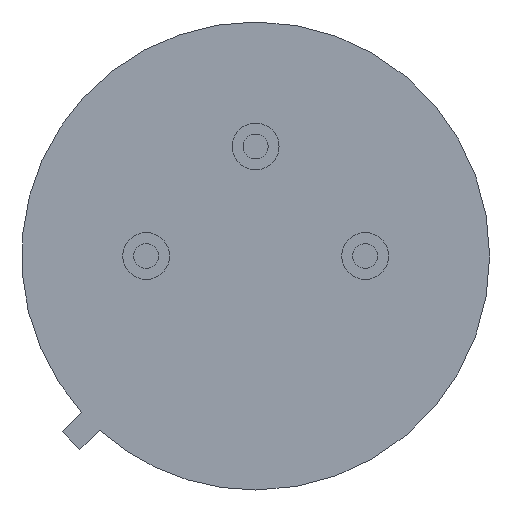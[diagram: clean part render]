
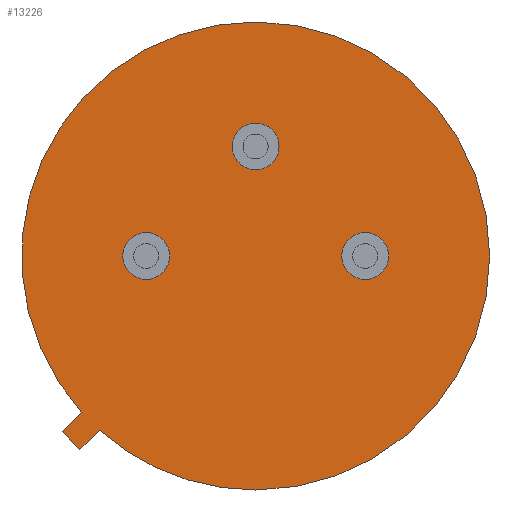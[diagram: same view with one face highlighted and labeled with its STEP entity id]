
A CAD part, front view. The second image highlights one B-rep face of the part: STEP entity #13226.
In plain terms, the highlighted planar face has unit normal (0, -1, 0).
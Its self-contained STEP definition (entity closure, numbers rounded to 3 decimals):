
#397 = FACE_OUTER_BOUND ( 'NONE', #3960, .T. ) ;
#423 = ORIENTED_EDGE ( 'NONE', *, *, #15013, .T. ) ;
#593 = CARTESIAN_POINT ( 'NONE',  ( -3.495, 0., -3.142 ) ) ;
#684 = CARTESIAN_POINT ( 'NONE',  ( -2.2, 0., 0. ) ) ;
#1085 = CIRCLE ( 'NONE', #5327, 4.7 ) ;
#1100 = AXIS2_PLACEMENT_3D ( 'NONE', #5634, #17654, #3824 ) ;
#1324 = VERTEX_POINT ( 'NONE', #8399 ) ;
#1505 = EDGE_CURVE ( 'NONE', #17727, #17475, #13097, .T. ) ;
#1840 = DIRECTION ( 'NONE',  ( 0., 0., 1. ) ) ;
#2538 = ORIENTED_EDGE ( 'NONE', *, *, #6271, .F. ) ;
#2732 = CARTESIAN_POINT ( 'NONE',  ( -3.142, 0., -3.495 ) ) ;
#2878 = VERTEX_POINT ( 'NONE', #9289 ) ;
#3236 = CIRCLE ( 'NONE', #12951, 0.47 ) ;
#3380 = DIRECTION ( 'NONE',  ( 0., 1., 0. ) ) ;
#3420 = CARTESIAN_POINT ( 'NONE',  ( -2.2, 0., -0.47 ) ) ;
#3463 = DIRECTION ( 'NONE',  ( 0., -1., 0. ) ) ;
#3492 = FACE_BOUND ( 'NONE', #11715, .T. ) ;
#3648 = VECTOR ( 'NONE', #4458, 1000. ) ;
#3687 = DIRECTION ( 'NONE',  ( 0., 0., 1. ) ) ;
#3824 = DIRECTION ( 'NONE',  ( 0., 0., 1. ) ) ;
#3960 = EDGE_LOOP ( 'NONE', ( #4281, #8297, #8209, #423, #15844, #8612 ) ) ;
#4006 = ORIENTED_EDGE ( 'NONE', *, *, #11243, .F. ) ;
#4137 = EDGE_CURVE ( 'NONE', #1324, #19946, #19594, .T. ) ;
#4181 = LINE ( 'NONE', #13482, #17690 ) ;
#4188 = DIRECTION ( 'NONE',  ( 0., 0., 1. ) ) ;
#4238 = EDGE_LOOP ( 'NONE', ( #2538, #8206 ) ) ;
#4281 = ORIENTED_EDGE ( 'NONE', *, *, #1505, .F. ) ;
#4282 = DIRECTION ( 'NONE',  ( 0., -1., 0. ) ) ;
#4458 = DIRECTION ( 'NONE',  ( 0.707, 0., -0.707 ) ) ;
#4600 = EDGE_CURVE ( 'NONE', #17727, #12011, #4181, .T. ) ;
#4646 = VERTEX_POINT ( 'NONE', #2732 ) ;
#4665 = VERTEX_POINT ( 'NONE', #10671 ) ;
#4991 = AXIS2_PLACEMENT_3D ( 'NONE', #7976, #3380, #1840 ) ;
#5143 = CIRCLE ( 'NONE', #14790, 0.47 ) ;
#5147 = EDGE_CURVE ( 'NONE', #4665, #14919, #5143, .T. ) ;
#5186 = CIRCLE ( 'NONE', #18704, 0.47 ) ;
#5327 = AXIS2_PLACEMENT_3D ( 'NONE', #15507, #16724, #15201 ) ;
#5514 = ORIENTED_EDGE ( 'NONE', *, *, #8143, .F. ) ;
#5634 = CARTESIAN_POINT ( 'NONE',  ( 0., 0., 0. ) ) ;
#6031 = CARTESIAN_POINT ( 'NONE',  ( 0., 0., 2.2 ) ) ;
#6197 = CARTESIAN_POINT ( 'NONE',  ( 0., 0., 0. ) ) ;
#6271 = EDGE_CURVE ( 'NONE', #14919, #4665, #5186, .T. ) ;
#6403 = ORIENTED_EDGE ( 'NONE', *, *, #6733, .F. ) ;
#6586 = CARTESIAN_POINT ( 'NONE',  ( 0., 0., 2.67 ) ) ;
#6687 = DIRECTION ( 'NONE',  ( 0., 0., 1. ) ) ;
#6733 = EDGE_CURVE ( 'NONE', #2878, #15502, #15151, .T. ) ;
#6755 = FACE_BOUND ( 'NONE', #4238, .T. ) ;
#7259 = CARTESIAN_POINT ( 'NONE',  ( 0., 0., 2.2 ) ) ;
#7432 = DIRECTION ( 'NONE',  ( -0.707, 0., -0.707 ) ) ;
#7441 = CARTESIAN_POINT ( 'NONE',  ( 2.2, 0., 0.47 ) ) ;
#7679 = VECTOR ( 'NONE', #12519, 1000. ) ;
#7871 = CARTESIAN_POINT ( 'NONE',  ( -2.879, 0., -3.232 ) ) ;
#7976 = CARTESIAN_POINT ( 'NONE',  ( 0., 0., 0. ) ) ;
#8143 = EDGE_CURVE ( 'NONE', #19946, #1324, #3236, .T. ) ;
#8206 = ORIENTED_EDGE ( 'NONE', *, *, #5147, .F. ) ;
#8209 = ORIENTED_EDGE ( 'NONE', *, *, #11019, .T. ) ;
#8275 = EDGE_CURVE ( 'NONE', #10033, #4646, #16783, .T. ) ;
#8297 = ORIENTED_EDGE ( 'NONE', *, *, #4600, .T. ) ;
#8399 = CARTESIAN_POINT ( 'NONE',  ( 2.2, 0., -0.47 ) ) ;
#8464 = CARTESIAN_POINT ( 'NONE',  ( 2.2, 0., 0. ) ) ;
#8585 = ORIENTED_EDGE ( 'NONE', *, *, #4137, .F. ) ;
#8612 = ORIENTED_EDGE ( 'NONE', *, *, #13159, .F. ) ;
#8772 = DIRECTION ( 'NONE',  ( 0., -1., 0. ) ) ;
#9121 = CARTESIAN_POINT ( 'NONE',  ( -3.53, 0., -3.884 ) ) ;
#9289 = CARTESIAN_POINT ( 'NONE',  ( -2.2, 0., 0.47 ) ) ;
#9328 = DIRECTION ( 'NONE',  ( 0., 1., 0. ) ) ;
#10000 = DIRECTION ( 'NONE',  ( 0., 0., 1. ) ) ;
#10033 = VERTEX_POINT ( 'NONE', #16781 ) ;
#10119 = CARTESIAN_POINT ( 'NONE',  ( -2.2, 0., 0. ) ) ;
#10671 = CARTESIAN_POINT ( 'NONE',  ( 0., 0., 1.73 ) ) ;
#11019 = EDGE_CURVE ( 'NONE', #12011, #14763, #16443, .T. ) ;
#11243 = EDGE_CURVE ( 'NONE', #15502, #2878, #16867, .T. ) ;
#11415 = AXIS2_PLACEMENT_3D ( 'NONE', #10119, #16133, #6687 ) ;
#11715 = EDGE_LOOP ( 'NONE', ( #5514, #8585 ) ) ;
#12011 = VERTEX_POINT ( 'NONE', #19200 ) ;
#12075 = CARTESIAN_POINT ( 'NONE',  ( 2.2, 0., 0. ) ) ;
#12519 = DIRECTION ( 'NONE',  ( 0.707, 0., 0.707 ) ) ;
#12951 = AXIS2_PLACEMENT_3D ( 'NONE', #8464, #17525, #3687 ) ;
#13097 = CIRCLE ( 'NONE', #1100, 4.7 ) ;
#13159 = EDGE_CURVE ( 'NONE', #17475, #10033, #1085, .T. ) ;
#13226 = ADVANCED_FACE ( 'NONE', ( #3492, #17225, #6755, #397 ), #18627, .F. ) ;
#13482 = CARTESIAN_POINT ( 'NONE',  ( -3.884, 0., -3.53 ) ) ;
#14763 = VERTEX_POINT ( 'NONE', #16539 ) ;
#14790 = AXIS2_PLACEMENT_3D ( 'NONE', #6031, #8772, #16394 ) ;
#14919 = VERTEX_POINT ( 'NONE', #6586 ) ;
#15013 = EDGE_CURVE ( 'NONE', #14763, #4646, #18339, .T. ) ;
#15151 = CIRCLE ( 'NONE', #17750, 0.47 ) ;
#15201 = DIRECTION ( 'NONE',  ( 0., 0., 1. ) ) ;
#15502 = VERTEX_POINT ( 'NONE', #3420 ) ;
#15507 = CARTESIAN_POINT ( 'NONE',  ( 0., 0., 0. ) ) ;
#15773 = DIRECTION ( 'NONE',  ( 0., 0., 1. ) ) ;
#15844 = ORIENTED_EDGE ( 'NONE', *, *, #8275, .F. ) ;
#16133 = DIRECTION ( 'NONE',  ( 0., -1., 0. ) ) ;
#16361 = AXIS2_PLACEMENT_3D ( 'NONE', #12075, #4282, #4188 ) ;
#16392 = DIRECTION ( 'NONE',  ( 0., -1., 0. ) ) ;
#16394 = DIRECTION ( 'NONE',  ( 0., 0., 1. ) ) ;
#16443 = LINE ( 'NONE', #9121, #3648 ) ;
#16539 = CARTESIAN_POINT ( 'NONE',  ( -3.53, 0., -3.884 ) ) ;
#16724 = DIRECTION ( 'NONE',  ( 0., 1., 0. ) ) ;
#16781 = CARTESIAN_POINT ( 'NONE',  ( 0., 0., -4.7 ) ) ;
#16783 = CIRCLE ( 'NONE', #19999, 4.7 ) ;
#16867 = CIRCLE ( 'NONE', #11415, 0.47 ) ;
#17077 = DIRECTION ( 'NONE',  ( 0., 0., 1. ) ) ;
#17225 = FACE_BOUND ( 'NONE', #19672, .T. ) ;
#17475 = VERTEX_POINT ( 'NONE', #17939 ) ;
#17525 = DIRECTION ( 'NONE',  ( 0., -1., 0. ) ) ;
#17654 = DIRECTION ( 'NONE',  ( 0., 1., 0. ) ) ;
#17690 = VECTOR ( 'NONE', #7432, 1000. ) ;
#17727 = VERTEX_POINT ( 'NONE', #593 ) ;
#17750 = AXIS2_PLACEMENT_3D ( 'NONE', #684, #3463, #15773 ) ;
#17939 = CARTESIAN_POINT ( 'NONE',  ( 0., 0., 4.7 ) ) ;
#18339 = LINE ( 'NONE', #7871, #7679 ) ;
#18627 = PLANE ( 'NONE',  #4991 ) ;
#18704 = AXIS2_PLACEMENT_3D ( 'NONE', #7259, #16392, #10000 ) ;
#19200 = CARTESIAN_POINT ( 'NONE',  ( -3.884, 0., -3.53 ) ) ;
#19594 = CIRCLE ( 'NONE', #16361, 0.47 ) ;
#19672 = EDGE_LOOP ( 'NONE', ( #6403, #4006 ) ) ;
#19946 = VERTEX_POINT ( 'NONE', #7441 ) ;
#19999 = AXIS2_PLACEMENT_3D ( 'NONE', #6197, #9328, #17077 ) ;
